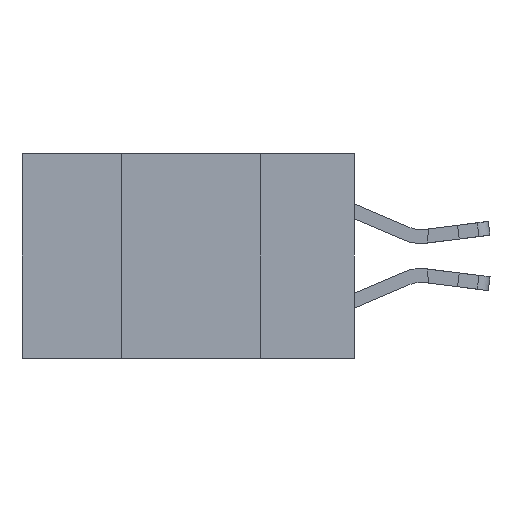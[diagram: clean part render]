
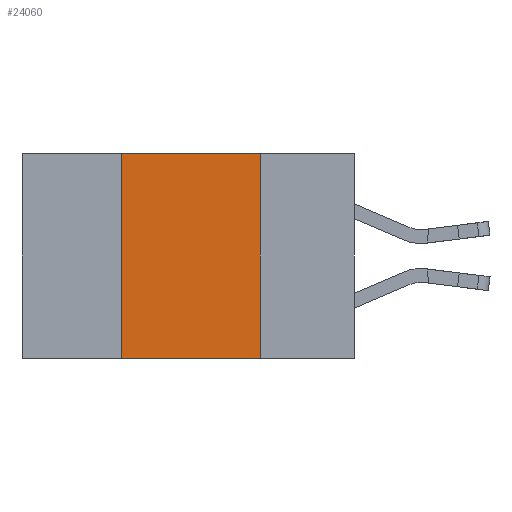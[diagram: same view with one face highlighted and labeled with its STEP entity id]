
A CAD part, left-side view. The second image highlights one B-rep face of the part: STEP entity #24060.
In plain terms, the highlighted planar face has unit normal (-1, 0, 0).
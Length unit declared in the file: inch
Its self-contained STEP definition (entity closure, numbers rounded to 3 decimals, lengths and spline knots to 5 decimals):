
#284 = VECTOR ( 'NONE', #8286, 39.37008 ) ;
#634 = CARTESIAN_POINT ( 'NONE',  ( 0., 0.6, 0. ) ) ;
#1438 = VERTEX_POINT ( 'NONE', #15467 ) ;
#1814 = EDGE_CURVE ( 'NONE', #1438, #11450, #8701, .T. ) ;
#2140 = ORIENTED_EDGE ( 'NONE', *, *, #1814, .T. ) ;
#3074 = DIRECTION ( 'NONE',  ( 1., 0., 0. ) ) ;
#3336 = ORIENTED_EDGE ( 'NONE', *, *, #4480, .F. ) ;
#3696 = VECTOR ( 'NONE', #11055, 39.37008 ) ;
#3796 = CARTESIAN_POINT ( 'NONE',  ( 0., 0.6, -0.37 ) ) ;
#3948 = VERTEX_POINT ( 'NONE', #16693 ) ;
#4480 = EDGE_CURVE ( 'NONE', #3948, #11450, #15707, .T. ) ;
#4703 = EDGE_CURVE ( 'NONE', #24398, #3948, #6743, .T. ) ;
#6743 = LINE ( 'NONE', #634, #284 ) ;
#8286 = DIRECTION ( 'NONE',  ( 0., -1., 0. ) ) ;
#8701 = LINE ( 'NONE', #3796, #3696 ) ;
#9780 = EDGE_LOOP ( 'NONE', ( #3336, #12887, #18166, #2140 ) ) ;
#10190 = CARTESIAN_POINT ( 'NONE',  ( 0., 0.17, 0. ) ) ;
#11055 = DIRECTION ( 'NONE',  ( 0., -1., 0. ) ) ;
#11450 = VERTEX_POINT ( 'NONE', #14906 ) ;
#12887 = ORIENTED_EDGE ( 'NONE', *, *, #4703, .F. ) ;
#13283 = LINE ( 'NONE', #23225, #18939 ) ;
#14414 = AXIS2_PLACEMENT_3D ( 'NONE', #18236, #3074, #20158 ) ;
#14906 = CARTESIAN_POINT ( 'NONE',  ( 0., 0.17, -0.37 ) ) ;
#15323 = EDGE_CURVE ( 'NONE', #1438, #24398, #13283, .T. ) ;
#15467 = CARTESIAN_POINT ( 'NONE',  ( 0., 0.42, -0.37 ) ) ;
#15707 = LINE ( 'NONE', #10190, #23104 ) ;
#16693 = CARTESIAN_POINT ( 'NONE',  ( 0., 0.17, 0. ) ) ;
#18041 = FACE_OUTER_BOUND ( 'NONE', #9780, .T. ) ;
#18166 = ORIENTED_EDGE ( 'NONE', *, *, #15323, .F. ) ;
#18236 = CARTESIAN_POINT ( 'NONE',  ( 0., 0.6, 0. ) ) ;
#18939 = VECTOR ( 'NONE', #22896, 39.37008 ) ;
#20158 = DIRECTION ( 'NONE',  ( 0., 0., -1. ) ) ;
#21510 = DIRECTION ( 'NONE',  ( 0., 0., -1. ) ) ;
#22896 = DIRECTION ( 'NONE',  ( 0., 0., 1. ) ) ;
#23104 = VECTOR ( 'NONE', #21510, 39.37008 ) ;
#23225 = CARTESIAN_POINT ( 'NONE',  ( 0., 0.42, 0. ) ) ;
#23846 = PLANE ( 'NONE',  #14414 ) ;
#24060 = ADVANCED_FACE ( 'NONE', ( #18041 ), #23846, .F. ) ;
#24398 = VERTEX_POINT ( 'NONE', #24515 ) ;
#24515 = CARTESIAN_POINT ( 'NONE',  ( 0., 0.42, 0. ) ) ;
